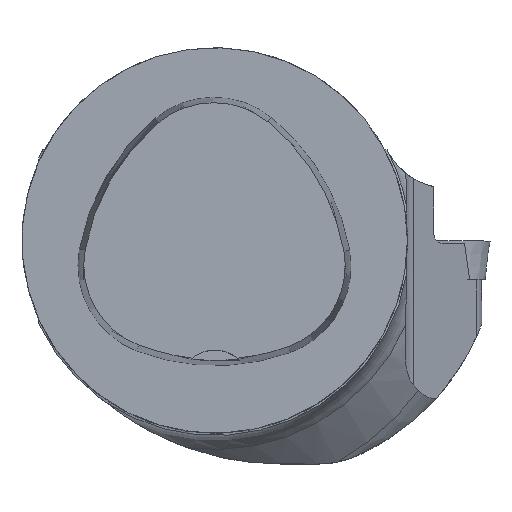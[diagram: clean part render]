
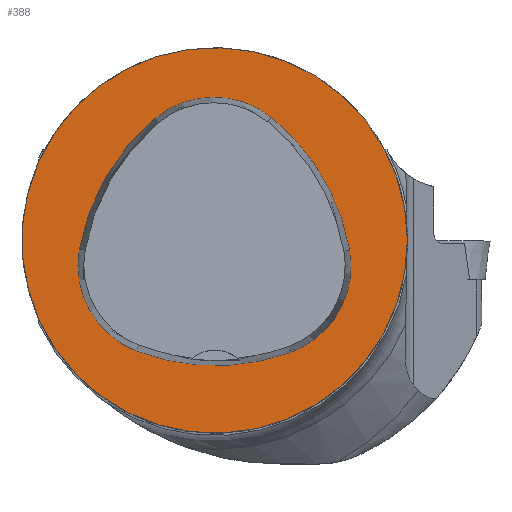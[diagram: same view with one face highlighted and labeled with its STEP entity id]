
A CAD part, top view. The second image highlights one B-rep face of the part: STEP entity #388.
In plain terms, the highlighted planar face has unit normal (0, 0, 1).
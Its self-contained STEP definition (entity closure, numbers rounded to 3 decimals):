
#388=ADVANCED_FACE('',(#480,#481),#436,.T.);
#436=PLANE('',#1498);
#480=FACE_BOUND('',#542,.T.);
#481=FACE_BOUND('',#543,.T.);
#542=EDGE_LOOP('',(#803,#804,#805,#806,#807,#808));
#543=EDGE_LOOP('',(#809));
#803=ORIENTED_EDGE('',*,*,#1204,.F.);
#804=ORIENTED_EDGE('',*,*,#1199,.F.);
#805=ORIENTED_EDGE('',*,*,#1194,.F.);
#806=ORIENTED_EDGE('',*,*,#1191,.F.);
#807=ORIENTED_EDGE('',*,*,#1188,.F.);
#808=ORIENTED_EDGE('',*,*,#1184,.F.);
#809=ORIENTED_EDGE('',*,*,#1166,.T.);
#1020=VERTEX_POINT('',#2362);
#1035=VERTEX_POINT('',#2422);
#1036=VERTEX_POINT('',#2423);
#1039=VERTEX_POINT('',#2431);
#1041=VERTEX_POINT('',#2437);
#1043=VERTEX_POINT('',#2443);
#1047=VERTEX_POINT('',#2456);
#1166=EDGE_CURVE('',#1020,#1020,#1258,.T.);
#1184=EDGE_CURVE('',#1035,#1036,#1262,.T.);
#1188=EDGE_CURVE('',#1036,#1039,#1264,.T.);
#1191=EDGE_CURVE('',#1039,#1041,#1266,.T.);
#1194=EDGE_CURVE('',#1041,#1043,#1268,.T.);
#1199=EDGE_CURVE('',#1043,#1047,#1271,.T.);
#1204=EDGE_CURVE('',#1047,#1035,#1274,.T.);
#1258=CIRCLE('',#1463,31.5);
#1262=CIRCLE('',#1476,36.);
#1264=CIRCLE('',#1479,15.);
#1266=CIRCLE('',#1482,36.);
#1268=CIRCLE('',#1485,15.);
#1271=CIRCLE('',#1489,36.);
#1274=CIRCLE('',#1493,15.);
#1463=AXIS2_PLACEMENT_3D('',#2361,#1741,#1742);
#1476=AXIS2_PLACEMENT_3D('',#2421,#1771,#1772);
#1479=AXIS2_PLACEMENT_3D('',#2430,#1779,#1780);
#1482=AXIS2_PLACEMENT_3D('',#2436,#1786,#1787);
#1485=AXIS2_PLACEMENT_3D('',#2442,#1793,#1794);
#1489=AXIS2_PLACEMENT_3D('',#2455,#1802,#1803);
#1493=AXIS2_PLACEMENT_3D('',#2468,#1811,#1812);
#1498=AXIS2_PLACEMENT_3D('',#2473,#1821,#1822);
#1741=DIRECTION('',(0.,0.,1.));
#1742=DIRECTION('',(1.,0.,0.));
#1771=DIRECTION('',(0.,0.,1.));
#1772=DIRECTION('',(1.,0.,0.));
#1779=DIRECTION('',(0.,0.,1.));
#1780=DIRECTION('',(1.,0.,0.));
#1786=DIRECTION('',(0.,0.,1.));
#1787=DIRECTION('',(1.,0.,0.));
#1793=DIRECTION('',(0.,0.,1.));
#1794=DIRECTION('',(1.,0.,0.));
#1802=DIRECTION('',(0.,0.,1.));
#1803=DIRECTION('',(1.,0.,0.));
#1811=DIRECTION('',(0.,0.,1.));
#1812=DIRECTION('',(1.,0.,0.));
#1821=DIRECTION('',(0.,0.,1.));
#1822=DIRECTION('',(-1.,0.,0.));
#2361=CARTESIAN_POINT('',(0.,0.,0.));
#2362=CARTESIAN_POINT('',(31.5,0.,0.));
#2421=CARTESIAN_POINT('',(-13.398,-7.893,0.));
#2422=CARTESIAN_POINT('',(22.041,-1.562,0.));
#2423=CARTESIAN_POINT('',(9.317,20.036,0.));
#2430=CARTESIAN_POINT('',(-0.148,8.399,0.));
#2431=CARTESIAN_POINT('',(-9.779,19.898,0.));
#2436=CARTESIAN_POINT('',(13.337,-7.7,0.));
#2437=CARTESIAN_POINT('',(-22.122,-1.48,0.));
#2442=CARTESIAN_POINT('',(-7.347,-4.071,0.));
#2443=CARTESIAN_POINT('',(-12.693,-18.087,0.));
#2455=CARTESIAN_POINT('',(0.137,15.55,0.));
#2456=CARTESIAN_POINT('',(12.373,-18.307,0.));
#2468=CARTESIAN_POINT('',(7.275,-4.2,0.));
#2473=CARTESIAN_POINT('',(0.,0.,0.));
